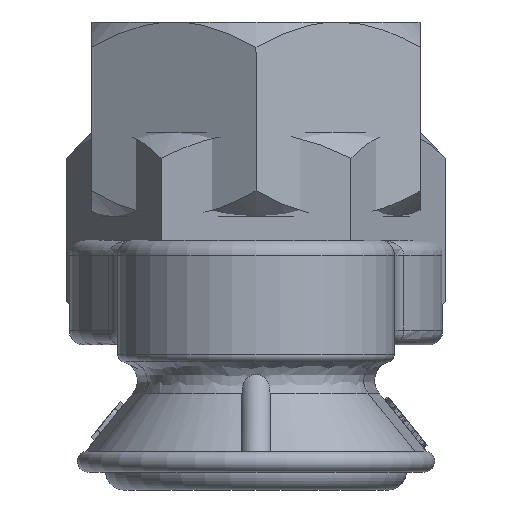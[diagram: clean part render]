
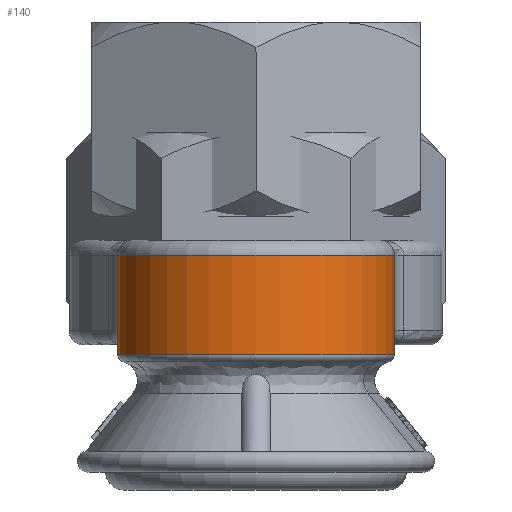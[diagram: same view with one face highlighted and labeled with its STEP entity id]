
A CAD part, left-side view. The second image highlights one B-rep face of the part: STEP entity #140.
In plain terms, the highlighted cylindrical face has radius 9.25 mm (diameter 18.5 mm), a partial arc.
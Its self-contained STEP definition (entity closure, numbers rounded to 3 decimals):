
#140 = ADVANCED_FACE( '', ( #602 ), #603, .T. );
#602 = FACE_OUTER_BOUND( '', #2125, .T. );
#603 = CYLINDRICAL_SURFACE( '', #2126, 9.25 );
#2125 = EDGE_LOOP( '', ( #3649, #3650, #3651, #3652 ) );
#2126 = AXIS2_PLACEMENT_3D( '', #3653, #3654, #3655 );
#3649 = ORIENTED_EDGE( '', *, *, #7515, .T. );
#3650 = ORIENTED_EDGE( '', *, *, #7522, .T. );
#3651 = ORIENTED_EDGE( '', *, *, #7523, .F. );
#3652 = ORIENTED_EDGE( '', *, *, #7524, .T. );
#3653 = CARTESIAN_POINT( '', ( -30., 0., 0. ) );
#3654 = DIRECTION( '', ( 0., 0., -1. ) );
#3655 = DIRECTION( '', ( 1., 0., 0. ) );
#7515 = EDGE_CURVE( '', #8598, #8596, #8599, .F. );
#7522 = EDGE_CURVE( '', #8596, #8562, #8609, .T. );
#7523 = EDGE_CURVE( '', #8520, #8562, #8610, .F. );
#7524 = EDGE_CURVE( '', #8520, #8598, #8611, .F. );
#8520 = VERTEX_POINT( '', #10441 );
#8562 = VERTEX_POINT( '', #10805 );
#8596 = VERTEX_POINT( '', #10967 );
#8598 = VERTEX_POINT( '', #10970 );
#8599 = LINE( '', #10971, #10972 );
#8609 = CIRCLE( '', #10993, 9.25 );
#8610 = LINE( '', #10994, #10995 );
#8611 = CIRCLE( '', #10996, 9.25 );
#10441 = CARTESIAN_POINT( '', ( -30., 9.25, 7.848 ) );
#10805 = CARTESIAN_POINT( '', ( -30., 9.25, 14.5 ) );
#10967 = CARTESIAN_POINT( '', ( -30., -9.25, 14.5 ) );
#10970 = CARTESIAN_POINT( '', ( -30., -9.25, 7.848 ) );
#10971 = CARTESIAN_POINT( '', ( -30., -9.25, 7.418 ) );
#10972 = VECTOR( '', #15293, 1000. );
#10993 = AXIS2_PLACEMENT_3D( '', #15301, #15302, #15303 );
#10994 = CARTESIAN_POINT( '', ( -30., 9.25, 7.418 ) );
#10995 = VECTOR( '', #15304, 1000. );
#10996 = AXIS2_PLACEMENT_3D( '', #15305, #15306, #15307 );
#15293 = DIRECTION( '', ( 0., 0., -1. ) );
#15301 = CARTESIAN_POINT( '', ( -30., 0., 14.5 ) );
#15302 = DIRECTION( '', ( 0., 0., -1. ) );
#15303 = DIRECTION( '', ( -1., 0., 0. ) );
#15304 = DIRECTION( '', ( 0., 0., -1. ) );
#15305 = CARTESIAN_POINT( '', ( -30., 0., 7.848 ) );
#15306 = DIRECTION( '', ( 0., 0., -1. ) );
#15307 = DIRECTION( '', ( -1., 0., 0. ) );
